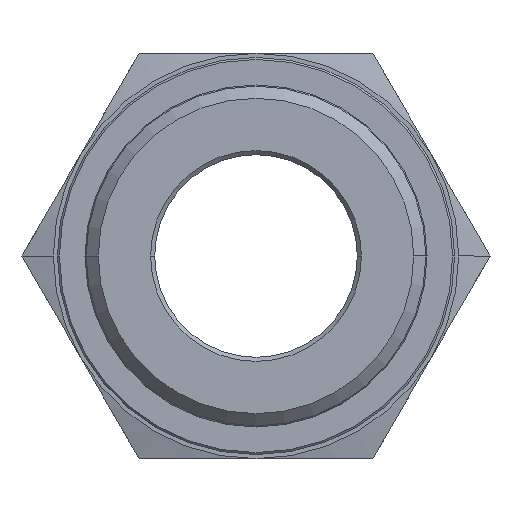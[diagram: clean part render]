
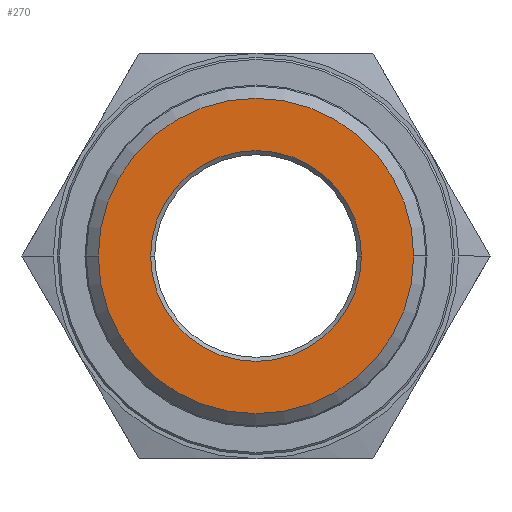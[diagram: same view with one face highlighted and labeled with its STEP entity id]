
A CAD part, left-side view. The second image highlights one B-rep face of the part: STEP entity #270.
In plain terms, the highlighted planar face has unit normal (-1, 0, 0).
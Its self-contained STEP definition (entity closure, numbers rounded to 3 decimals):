
#270 = ADVANCED_FACE( '', ( #523, #524 ), #525, .T. );
#523 = FACE_BOUND( '', #825, .T. );
#524 = FACE_OUTER_BOUND( '', #826, .T. );
#525 = PLANE( '', #827 );
#825 = EDGE_LOOP( '', ( #1687, #1688 ) );
#826 = EDGE_LOOP( '', ( #1689, #1690 ) );
#827 = AXIS2_PLACEMENT_3D( '', #1691, #1692, #1693 );
#1687 = ORIENTED_EDGE( '', *, *, #2226, .F. );
#1688 = ORIENTED_EDGE( '', *, *, #2073, .F. );
#1689 = ORIENTED_EDGE( '', *, *, #2021, .T. );
#1690 = ORIENTED_EDGE( '', *, *, #2246, .T. );
#1691 = CARTESIAN_POINT( '', ( -28.5, 16.228, 0. ) );
#1692 = DIRECTION( '', ( -1., 0., 0. ) );
#1693 = DIRECTION( '', ( 0., 1., 0. ) );
#2021 = EDGE_CURVE( '', #2354, #2358, #2360, .T. );
#2073 = EDGE_CURVE( '', #2450, #2448, #2452, .T. );
#2226 = EDGE_CURVE( '', #2448, #2450, #2701, .T. );
#2246 = EDGE_CURVE( '', #2358, #2354, #2722, .T. );
#2354 = VERTEX_POINT( '', #2882 );
#2358 = VERTEX_POINT( '', #2887 );
#2360 = CIRCLE( '', #2890, 19.455 );
#2448 = VERTEX_POINT( '', #3002 );
#2450 = VERTEX_POINT( '', #3005 );
#2452 = CIRCLE( '', #3008, 13. );
#2701 = CIRCLE( '', #3569, 13. );
#2722 = CIRCLE( '', #3590, 19.455 );
#2882 = CARTESIAN_POINT( '', ( -28.5, 19.455, 0. ) );
#2887 = CARTESIAN_POINT( '', ( -28.5, -19.455, 0. ) );
#2890 = AXIS2_PLACEMENT_3D( '', #4008, #4009, #4010 );
#3002 = CARTESIAN_POINT( '', ( -28.5, 13., 0. ) );
#3005 = CARTESIAN_POINT( '', ( -28.5, -13., 0. ) );
#3008 = AXIS2_PLACEMENT_3D( '', #4112, #4113, #4114 );
#3569 = AXIS2_PLACEMENT_3D( '', #4307, #4308, #4309 );
#3590 = AXIS2_PLACEMENT_3D( '', #4367, #4368, #4369 );
#4008 = CARTESIAN_POINT( '', ( -28.5, 0., 0. ) );
#4009 = DIRECTION( '', ( -1., 0., 0. ) );
#4010 = DIRECTION( '', ( 0., 1., 0. ) );
#4112 = CARTESIAN_POINT( '', ( -28.5, 0., 0. ) );
#4113 = DIRECTION( '', ( -1., 0., 0. ) );
#4114 = DIRECTION( '', ( 0., 1., 0. ) );
#4307 = CARTESIAN_POINT( '', ( -28.5, 0., 0. ) );
#4308 = DIRECTION( '', ( -1., 0., 0. ) );
#4309 = DIRECTION( '', ( 0., 1., 0. ) );
#4367 = CARTESIAN_POINT( '', ( -28.5, 0., 0. ) );
#4368 = DIRECTION( '', ( -1., 0., 0. ) );
#4369 = DIRECTION( '', ( 0., 1., 0. ) );
